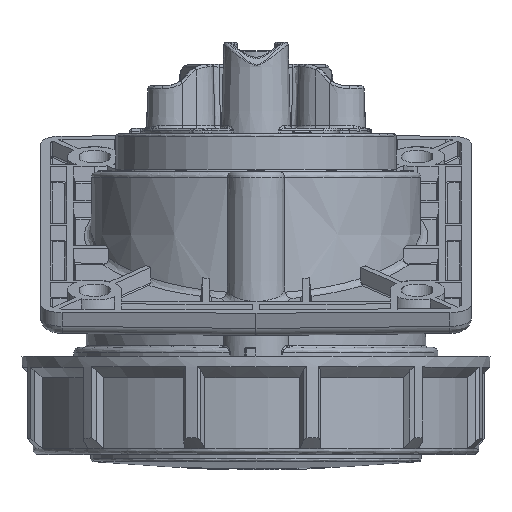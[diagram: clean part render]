
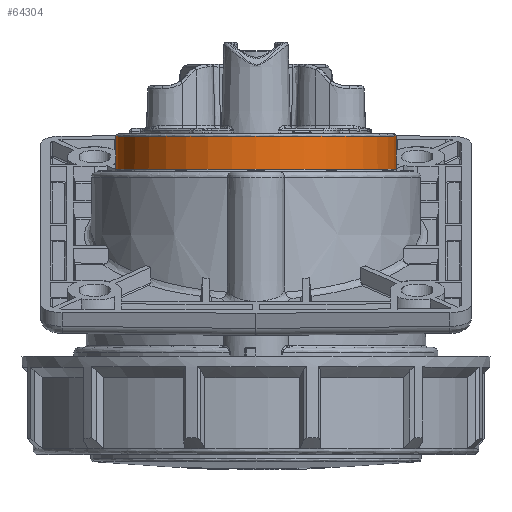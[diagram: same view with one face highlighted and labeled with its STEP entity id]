
A CAD part, top view. The second image highlights one B-rep face of the part: STEP entity #64304.
In plain terms, the highlighted conical face has half-angle 0.5 degrees and reference radius 26.089 mm.
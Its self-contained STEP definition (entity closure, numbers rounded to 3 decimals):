
#6865 = AXIS2_PLACEMENT_3D ( 'NONE', #75918, #31142, #83346 ) ;
#7718 = AXIS2_PLACEMENT_3D ( 'NONE', #21817, #74082, #29294 ) ;
#21817 = CARTESIAN_POINT ( 'NONE',  ( -0.163, 24.017, 0. ) ) ;
#27267 = EDGE_CURVE ( 'NONE', #48322, #48322, #63750, .T. ) ;
#29294 = DIRECTION ( 'NONE',  ( -1., 0., 0. ) ) ;
#31059 = AXIS2_PLACEMENT_3D ( 'NONE', #59516, #96450, #51915 ) ;
#31142 = DIRECTION ( 'NONE',  ( 0., 1., 0. ) ) ;
#36171 = CARTESIAN_POINT ( 'NONE',  ( -26.199, 24.017, 0. ) ) ;
#43319 = EDGE_LOOP ( 'NONE', ( #57726 ) ) ;
#43442 = EDGE_LOOP ( 'NONE', ( #62240 ) ) ;
#47751 = CIRCLE ( 'NONE', #7718, 26.036 ) ;
#47933 = FACE_OUTER_BOUND ( 'NONE', #43319, .T. ) ;
#48322 = VERTEX_POINT ( 'NONE', #72509 ) ;
#51915 = DIRECTION ( 'NONE',  ( 0., 0., -1. ) ) ;
#53628 = VERTEX_POINT ( 'NONE', #36171 ) ;
#57726 = ORIENTED_EDGE ( 'NONE', *, *, #27267, .T. ) ;
#59516 = CARTESIAN_POINT ( 'NONE',  ( -0.163, 17.909, 0. ) ) ;
#62240 = ORIENTED_EDGE ( 'NONE', *, *, #78516, .T. ) ;
#63750 = CIRCLE ( 'NONE', #6865, 26.089 ) ;
#64304 = ADVANCED_FACE ( 'NONE', ( #47933, #87578 ), #86837, .T. ) ;
#72509 = CARTESIAN_POINT ( 'NONE',  ( 25.926, 17.909, 0. ) ) ;
#74082 = DIRECTION ( 'NONE',  ( 0., -1., 0. ) ) ;
#75918 = CARTESIAN_POINT ( 'NONE',  ( -0.163, 17.909, 0. ) ) ;
#78516 = EDGE_CURVE ( 'NONE', #53628, #53628, #47751, .T. ) ;
#83346 = DIRECTION ( 'NONE',  ( 1., 0., 0. ) ) ;
#86837 = CONICAL_SURFACE ( 'NONE', #31059, 26.089, 0.009 ) ;
#87578 = FACE_BOUND ( 'NONE', #43442, .T. ) ;
#96450 = DIRECTION ( 'NONE',  ( 0., -1., 0. ) ) ;
